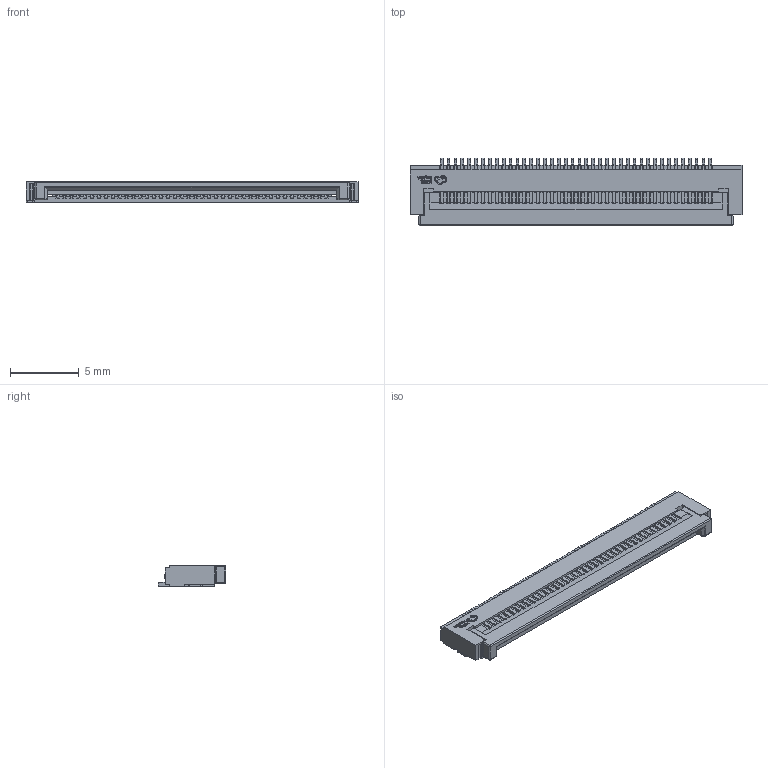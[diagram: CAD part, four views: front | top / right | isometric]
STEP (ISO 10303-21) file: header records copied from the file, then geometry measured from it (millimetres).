
FILE_DESCRIPTION (( 'STEP AP214' ), '1' );
FILE_NAME ('FPC-SMD_40P-P0.50_FPC-05F-40PH15.step', '2022-07-06T10:30:09', ( '' ), ( '' ), 'SwSTEP 2.0', 'SolidWorks 2020', '' );
FILE_SCHEMA (( 'AUTOMOTIVE_DESIGN' ));
Length unit declared in the file: millimetre
Products named in the file (1): FPC-SMD_40P-P0.50_FPC-05F-40PH15
Bounding box: 24.1 x 4.9 x 1.51 mm (x, y, z)
Volume: 107.6 mm3; surface area: 933.2 mm2
Topology: 44 solids, 44 shells, 1856 faces, 5442 edges, 3608 vertices
Faces by surface type: plane 1590, cylinder 148, bspline 110, sphere 8
Entity records: 82863 total; most frequent: CARTESIAN_POINT 13105, ORIENTED_EDGE 10868, DIRECTION 8976, EDGE_CURVE 5434, VECTOR 4922, LINE 4922, VERTEX_POINT 3608, AXIS2_PLACEMENT_3D 2027
